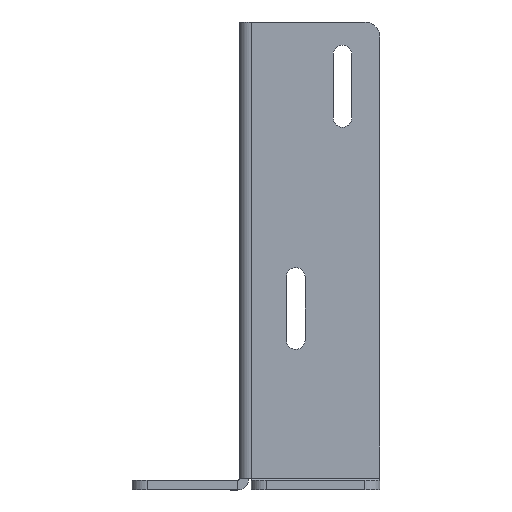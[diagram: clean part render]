
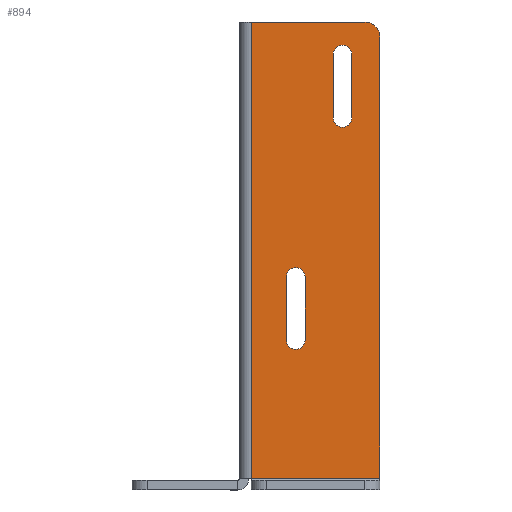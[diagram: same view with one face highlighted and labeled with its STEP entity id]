
A CAD part, top view. The second image highlights one B-rep face of the part: STEP entity #894.
In plain terms, the highlighted planar face has unit normal (0, 0, 1).
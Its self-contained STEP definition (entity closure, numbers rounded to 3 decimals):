
#17=FACE_BOUND('',#127,.T.);
#18=FACE_BOUND('',#128,.T.);
#35=PLANE('',#961);
#71=FACE_OUTER_BOUND('',#126,.T.);
#126=EDGE_LOOP('',(#653,#654,#655,#656,#657));
#127=EDGE_LOOP('',(#658,#659,#660,#661));
#128=EDGE_LOOP('',(#662,#663,#664,#665));
#204=LINE('',#1394,#289);
#205=LINE('',#1396,#290);
#206=LINE('',#1398,#291);
#207=LINE('',#1399,#292);
#208=LINE('',#1402,#293);
#209=LINE('',#1406,#294);
#210=LINE('',#1410,#295);
#211=LINE('',#1414,#296);
#289=VECTOR('',#1109,48.5);
#290=VECTOR('',#1110,195.);
#291=VECTOR('',#1111,55.);
#292=VECTOR('',#1112,188.5);
#293=VECTOR('',#1113,27.);
#294=VECTOR('',#1116,27.);
#295=VECTOR('',#1119,27.);
#296=VECTOR('',#1122,27.);
#360=CIRCLE('',#959,6.5);
#362=CIRCLE('',#962,4.);
#363=CIRCLE('',#963,4.);
#364=CIRCLE('',#964,4.);
#365=CIRCLE('',#965,4.);
#418=VERTEX_POINT('',#1384);
#419=VERTEX_POINT('',#1385);
#422=VERTEX_POINT('',#1393);
#423=VERTEX_POINT('',#1395);
#424=VERTEX_POINT('',#1397);
#425=VERTEX_POINT('',#1400);
#426=VERTEX_POINT('',#1401);
#427=VERTEX_POINT('',#1403);
#428=VERTEX_POINT('',#1405);
#429=VERTEX_POINT('',#1408);
#430=VERTEX_POINT('',#1409);
#431=VERTEX_POINT('',#1411);
#432=VERTEX_POINT('',#1413);
#506=EDGE_CURVE('',#418,#419,#360,.T.);
#510=EDGE_CURVE('',#422,#418,#204,.T.);
#511=EDGE_CURVE('',#422,#423,#205,.T.);
#512=EDGE_CURVE('',#423,#424,#206,.T.);
#513=EDGE_CURVE('',#419,#424,#207,.T.);
#514=EDGE_CURVE('',#425,#426,#208,.T.);
#515=EDGE_CURVE('',#426,#427,#362,.T.);
#516=EDGE_CURVE('',#427,#428,#209,.T.);
#517=EDGE_CURVE('',#428,#425,#363,.T.);
#518=EDGE_CURVE('',#429,#430,#210,.T.);
#519=EDGE_CURVE('',#430,#431,#364,.T.);
#520=EDGE_CURVE('',#431,#432,#211,.T.);
#521=EDGE_CURVE('',#432,#429,#365,.T.);
#653=ORIENTED_EDGE('',*,*,#506,.F.);
#654=ORIENTED_EDGE('',*,*,#510,.F.);
#655=ORIENTED_EDGE('',*,*,#511,.T.);
#656=ORIENTED_EDGE('',*,*,#512,.T.);
#657=ORIENTED_EDGE('',*,*,#513,.F.);
#658=ORIENTED_EDGE('',*,*,#514,.T.);
#659=ORIENTED_EDGE('',*,*,#515,.T.);
#660=ORIENTED_EDGE('',*,*,#516,.T.);
#661=ORIENTED_EDGE('',*,*,#517,.T.);
#662=ORIENTED_EDGE('',*,*,#518,.T.);
#663=ORIENTED_EDGE('',*,*,#519,.T.);
#664=ORIENTED_EDGE('',*,*,#520,.T.);
#665=ORIENTED_EDGE('',*,*,#521,.T.);
#894=ADVANCED_FACE('',(#71,#17,#18),#35,.T.);
#959=AXIS2_PLACEMENT_3D('',#1386,#1101,#1102);
#961=AXIS2_PLACEMENT_3D('',#1392,#1107,#1108);
#962=AXIS2_PLACEMENT_3D('',#1404,#1114,#1115);
#963=AXIS2_PLACEMENT_3D('',#1407,#1117,#1118);
#964=AXIS2_PLACEMENT_3D('',#1412,#1120,#1121);
#965=AXIS2_PLACEMENT_3D('',#1415,#1123,#1124);
#1101=DIRECTION('center_axis',(0.,0.,-1.));
#1102=DIRECTION('ref_axis',(0.707,0.707,0.));
#1107=DIRECTION('center_axis',(0.,0.,1.));
#1108=DIRECTION('ref_axis',(1.,0.,0.));
#1109=DIRECTION('',(1.,0.,0.));
#1110=DIRECTION('',(0.,-1.,0.));
#1111=DIRECTION('',(1.,0.,0.));
#1112=DIRECTION('',(0.,-1.,0.));
#1113=DIRECTION('',(0.,-1.,0.));
#1114=DIRECTION('center_axis',(0.,0.,-1.));
#1115=DIRECTION('ref_axis',(-1.,0.,0.));
#1116=DIRECTION('',(0.,1.,0.));
#1117=DIRECTION('center_axis',(0.,0.,-1.));
#1118=DIRECTION('ref_axis',(-1.,0.,0.));
#1119=DIRECTION('',(0.,-1.,0.));
#1120=DIRECTION('center_axis',(0.,0.,-1.));
#1121=DIRECTION('ref_axis',(-1.,0.,0.));
#1122=DIRECTION('',(0.,1.,0.));
#1123=DIRECTION('center_axis',(0.,0.,-1.));
#1124=DIRECTION('ref_axis',(-1.,0.,0.));
#1384=CARTESIAN_POINT('',(21.5,100.,4.));
#1385=CARTESIAN_POINT('',(28.,93.5,4.));
#1386=CARTESIAN_POINT('Origin',(21.5,93.5,4.));
#1392=CARTESIAN_POINT('Origin',(0.,0.,
4.));
#1393=CARTESIAN_POINT('',(-27.,100.,4.));
#1394=CARTESIAN_POINT('',(28.,100.,4.));
#1395=CARTESIAN_POINT('',(-27.,-95.,4.));
#1396=CARTESIAN_POINT('',(-27.,50.,4.));
#1397=CARTESIAN_POINT('',(28.,-95.,4.));
#1398=CARTESIAN_POINT('',(14.,-95.,4.));
#1399=CARTESIAN_POINT('',(28.,-100.,4.));
#1400=CARTESIAN_POINT('',(16.,86.,4.));
#1401=CARTESIAN_POINT('',(16.,59.,4.));
#1402=CARTESIAN_POINT('',(16.,29.5,4.));
#1403=CARTESIAN_POINT('',(8.,59.,4.));
#1404=CARTESIAN_POINT('Origin',(12.,59.,4.));
#1405=CARTESIAN_POINT('',(8.,86.,4.));
#1406=CARTESIAN_POINT('',(8.,43.,4.));
#1407=CARTESIAN_POINT('Origin',(12.,86.,4.));
#1408=CARTESIAN_POINT('',(-4.,-9.,4.));
#1409=CARTESIAN_POINT('',(-4.,-36.,4.));
#1410=CARTESIAN_POINT('',(-4.,-18.,4.));
#1411=CARTESIAN_POINT('',(-12.,-36.,4.));
#1412=CARTESIAN_POINT('Origin',(-8.,-36.,4.));
#1413=CARTESIAN_POINT('',(-12.,-9.,4.));
#1414=CARTESIAN_POINT('',(-12.,-4.5,4.));
#1415=CARTESIAN_POINT('Origin',(-8.,-9.,4.));
